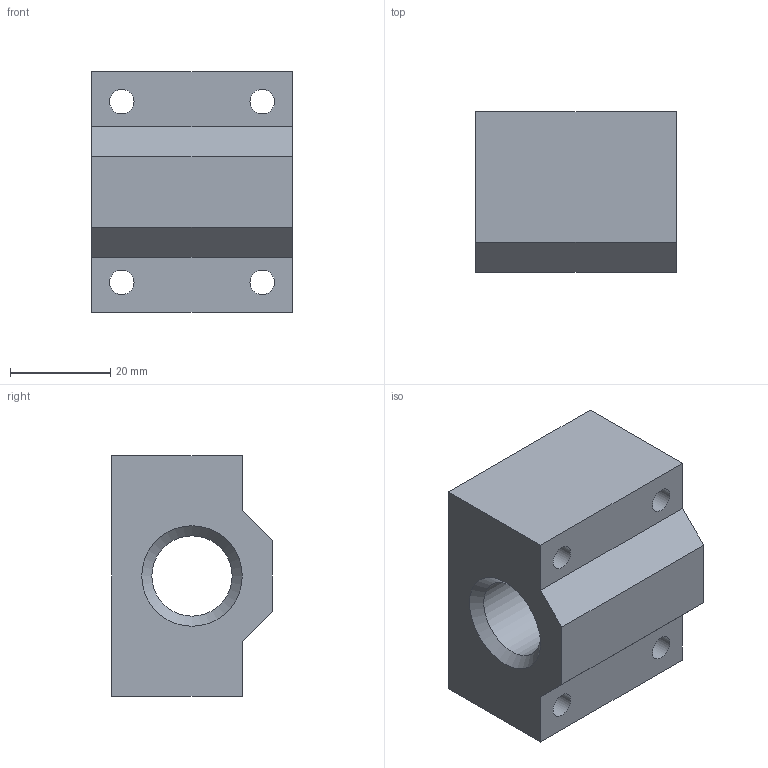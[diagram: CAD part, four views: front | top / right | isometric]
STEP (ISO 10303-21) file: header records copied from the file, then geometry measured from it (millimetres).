
FILE_DESCRIPTION(/* description */ ('STEP AP214'),/* implementation_level */ '2;1');
FILE_NAME(/* name */ 'MTSBHR20',/* time_stamp */ '2023-12-13T15:21:14+01:00',/* author */ ('License CC BY-ND 4.0'),/* organization */ ('CADENAS'),/* preprocessor_version */ 'ST-DEVELOPER v19.3',/* originating_system */ 'PARTsolutions',/* authorisation */ ' ');
FILE_SCHEMA (('AUTOMOTIVE_DESIGN {1 0 10303 214 3 1 1}'));
Length unit declared in the file: millimetre
Products named in the file (1): MTSBHR20
Bounding box: 40 x 32 x 48 mm (x, y, z)
Volume: 44475.2 mm3; surface area: 11792.5 mm2
Topology: 1 solids, 1 shells, 21 faces, 51 edges, 32 vertices
Faces by surface type: plane 10, cone 6, cylinder 5
Full cylindrical faces by diameter (mm): 4.917 x4, 16 x1
Entity records: 608 total; most frequent: DIRECTION 100, CARTESIAN_POINT 94, ORIENTED_EDGE 80, EDGE_LOOP 42, FACE_BOUND 42, EDGE_CURVE 40, AXIS2_PLACEMENT_3D 38, VERTEX_POINT 32
